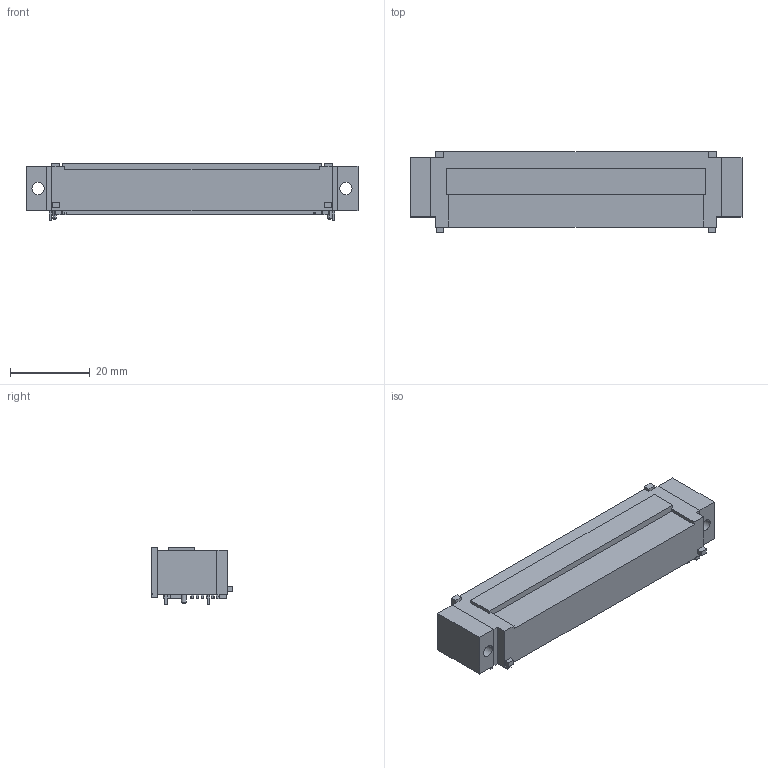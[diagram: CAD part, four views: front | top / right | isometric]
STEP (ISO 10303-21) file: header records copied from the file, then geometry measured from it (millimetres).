
FILE_DESCRIPTION((''),'2;1');
FILE_NAME('SAMTEC_SEAF-50-01-L-08-2-RA-GP-TR.stp','2014-12-16T10:16:17',(''),(''),'Mechanical Desktop 2011','Mechanical Desktop 2011',', , ');
FILE_SCHEMA(('AUTOMOTIVE_DESIGN { 1 2 10303 214 1 1 1 1 }'));
Length unit declared in the file: millimetre
Products named in the file (1): Product
Bounding box: 83.06 x 20.12 x 14.5 mm (x, y, z)
Volume: 15256.8 mm3; surface area: 9510 mm2
Topology: 78 solids, 78 shells, 1235 faces, 3218 edges, 2136 vertices
Faces by surface type: plane 766, cylinder 308, bspline 155, cone 4, torus 2
Entity records: 38043 total; most frequent: CARTESIAN_POINT 7516, ORIENTED_EDGE 6412, DIRECTION 6011, EDGE_CURVE 3206, VECTOR 2573, LINE 2573, VERTEX_POINT 2112, AXIS2_PLACEMENT_3D 1719
